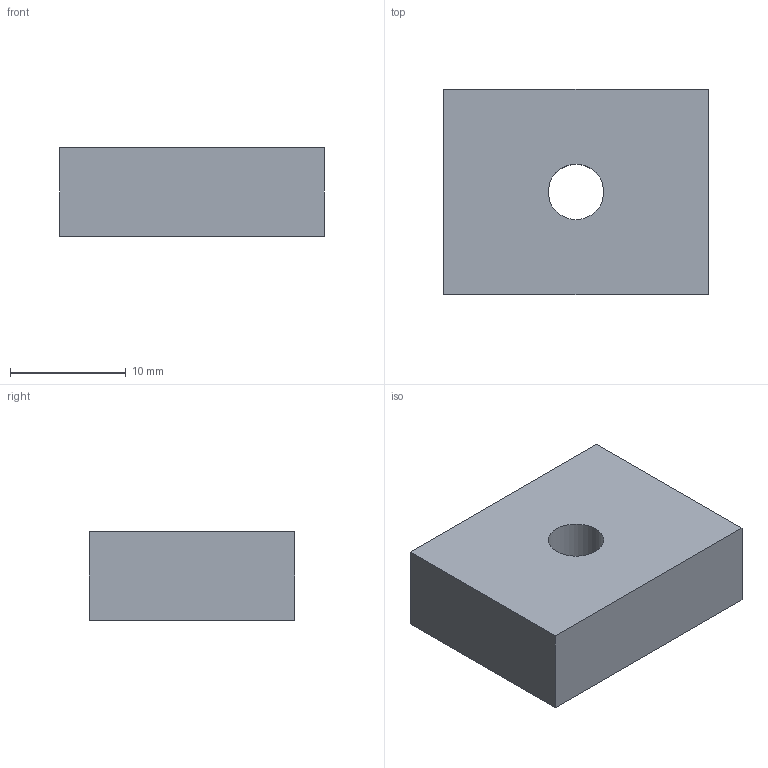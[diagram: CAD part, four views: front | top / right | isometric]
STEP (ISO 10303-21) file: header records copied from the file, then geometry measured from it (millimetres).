
FILE_DESCRIPTION(/* description */ (''),/* implementation_level */ '2;1');
FILE_NAME(/* name */ 'CUT tower concrete base v1.step',/* time_stamp */ '2024-01-20T14:18:00-05:00',/* author */ (''),/* organization */ (''),/* preprocessor_version */ 'ST-DEVELOPER v20',/* originating_system */ 'Autodesk Translation Framework v12.14.0.127',/* authorisation */ '');
FILE_SCHEMA (('AUTOMOTIVE_DESIGN { 1 0 10303 214 3 1 1 }'));
Length unit declared in the file: inch
Products named in the file (2): CUT tower concrete base; Component1
Assembly tree (1 placements, depth 2):
  CUT tower concrete base
    Component1
Bounding box: 22.86 x 17.78 x 7.62 mm (x, y, z)
Volume: 2958.8 mm3; surface area: 1510.8 mm2
Topology: 1 solids, 1 shells, 7 faces, 15 edges, 10 vertices
Faces by surface type: plane 6, cylinder 1
Full cylindrical faces by diameter (mm): 4.801 x1
Entity records: 250 total; most frequent: DIRECTION 37, CARTESIAN_POINT 35, ORIENTED_EDGE 30, EDGE_CURVE 15, LINE 13, VECTOR 13, AXIS2_PLACEMENT_3D 12, VERTEX_POINT 10
